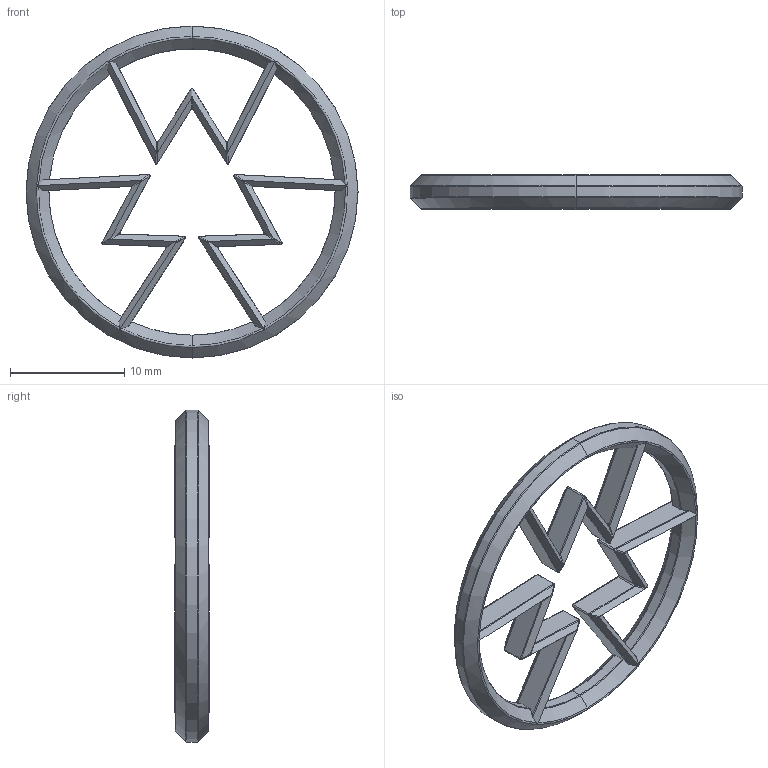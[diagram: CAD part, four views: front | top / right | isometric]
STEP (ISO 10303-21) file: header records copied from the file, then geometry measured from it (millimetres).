
FILE_DESCRIPTION (( 'STEP AP214' ), '1' );
FILE_NAME ('Badge.STEP', '2019-02-09T17:42:34', ( '' ), ( '' ), 'SwSTEP 2.0', 'SolidWorks 2016', '' );
FILE_SCHEMA (( 'AUTOMOTIVE_DESIGN' ));
Length unit declared in the file: millimetre
Products named in the file (1): Badge
Bounding box: 29 x 3 x 29 mm (x, y, z)
Volume: 544.1 mm3; surface area: 1196.4 mm2
Topology: 1 solids, 1 shells, 292 faces, 694 edges, 396 vertices
Faces by surface type: cylinder 134, plane 72, bspline 36, torus 32, cone 18
Entity records: 12715 total; most frequent: CARTESIAN_POINT 3408, ORIENTED_EDGE 1388, DIRECTION 1144, EDGE_CURVE 694, AXIS2_PLACEMENT_3D 436, VERTEX_POINT 396, UNCERTAINTY_MEASURE_WITH_UNIT 295, FILL_AREA_STYLE 294
